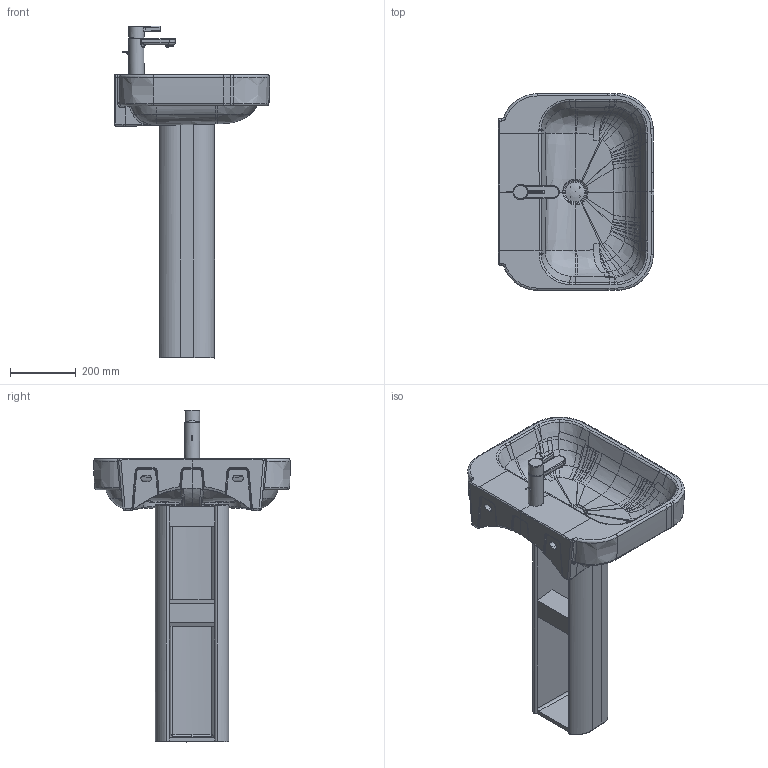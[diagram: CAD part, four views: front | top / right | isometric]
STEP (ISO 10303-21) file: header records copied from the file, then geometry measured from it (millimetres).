
FILE_DESCRIPTION((''),'2;1');
FILE_NAME('231660_085827.stp','2013-06-10T19:31:20',('Administrator'),(''),'Autodesk Inventor 2011','Autodesk Inventor 2011','');
FILE_SCHEMA(('CONFIG_CONTROL_DESIGN'));
Length unit declared in the file: millimetre
Products named in the file (11): 231660_085827; 231660; 085827; Kelch; Stopfen; Armatur Waschtisch; Fassung Sieb; Griff; Gehäuse; Hebel_Ventil; Gleitring
Assembly tree (10 placements, depth 3):
  231660_085827
    231660
    085827
    Kelch
    Stopfen
    Armatur Waschtisch
      Fassung Sieb
      Griff
      Gehäuse
      Hebel_Ventil
      Gleitring
Bounding box: 475.26 x 600.1 x 1012.19 mm (x, y, z)
Volume: 25788270 mm3; surface area: 1865184.8 mm2
Topology: 8 solids, 10 shells, 909 faces, 2214 edges, 1301 vertices
Faces by surface type: bspline 568, cylinder 135, plane 127, torus 52, cone 18, sphere 9
Full cylindrical faces by diameter (mm): 4 x2, 20.15 x1, 21.15 x1, 23.15 x1, 25 x1, 35 x1, 42 x1, 44 x1, 46 x3, 60 x1
Entity records: 90598 total; most frequent: CARTESIAN_POINT 71714, ORIENTED_EDGE 4322, DIRECTION 2546, EDGE_CURVE 2163, VERTEX_POINT 1289, AXIS2_PLACEMENT_3D 1030, B_SPLINE_CURVE_WITH_KNOTS 1008, EDGE_LOOP 962
